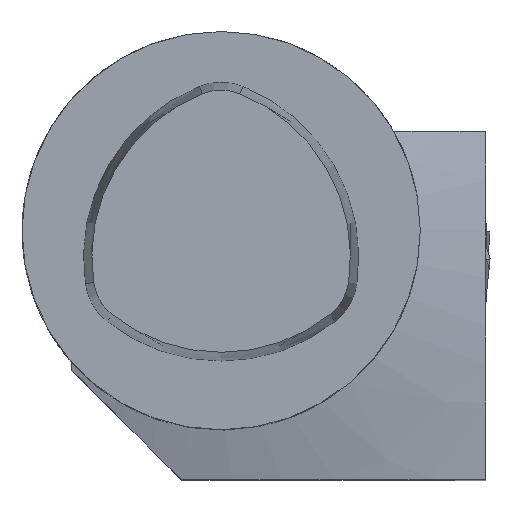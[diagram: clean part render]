
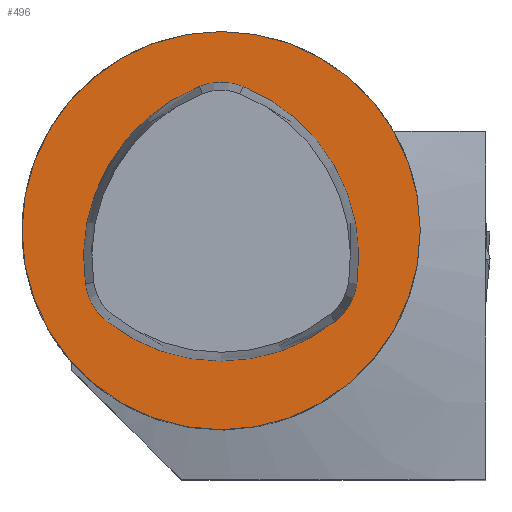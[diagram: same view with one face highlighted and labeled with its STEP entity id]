
A CAD part, top view. The second image highlights one B-rep face of the part: STEP entity #496.
In plain terms, the highlighted planar face has unit normal (0, 0, 1).
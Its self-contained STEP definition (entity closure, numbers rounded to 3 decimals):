
#496=ADVANCED_FACE('',(#662),#581,.T.);
#581=PLANE('',#1847);
#662=FACE_OUTER_BOUND('',#761,.T.);
#761=EDGE_LOOP('',(#989));
#989=ORIENTED_EDGE('',*,*,#1593,.F.);
#1409=VERTEX_POINT('',#2689);
#1593=EDGE_CURVE('',#1409,#1409,#1751,.T.);
#1751=CIRCLE('',#1841,20.);
#1841=AXIS2_PLACEMENT_3D('',#2688,#2123,#2124);
#1847=AXIS2_PLACEMENT_3D('',#2707,#2139,#2140);
#2123=DIRECTION('',(0.,0.,-1.));
#2124=DIRECTION('',(-1.,0.,0.));
#2139=DIRECTION('',(0.,0.,1.));
#2140=DIRECTION('',(-1.,0.,0.));
#2688=CARTESIAN_POINT('',(0.,0.,0.));
#2689=CARTESIAN_POINT('',(-20.,0.,0.));
#2707=CARTESIAN_POINT('',(0.,0.,0.));
